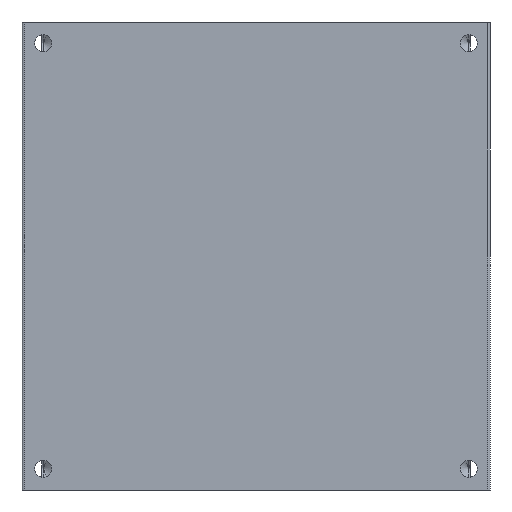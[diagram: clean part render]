
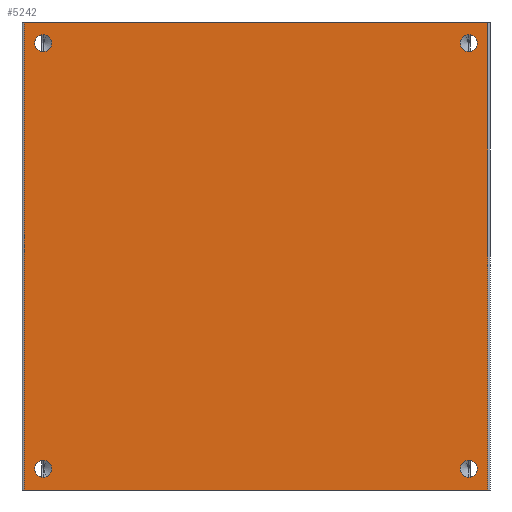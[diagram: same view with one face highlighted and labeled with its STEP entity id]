
A CAD part, front view. The second image highlights one B-rep face of the part: STEP entity #5242.
In plain terms, the highlighted planar face has unit normal (0, -1, 0).
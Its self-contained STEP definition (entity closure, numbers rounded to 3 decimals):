
#15 = CARTESIAN_POINT ( 'NONE',  ( 21.8, 0., 22. ) ) ;
#16 = VERTEX_POINT ( 'NONE', #860 ) ;
#167 = CARTESIAN_POINT ( 'NONE',  ( 20., 0., 20.8 ) ) ;
#190 = CIRCLE ( 'NONE', #4300, 0.8 ) ;
#199 = VERTEX_POINT ( 'NONE', #3975 ) ;
#227 = EDGE_CURVE ( 'NONE', #6250, #552, #5114, .T. ) ;
#263 = EDGE_CURVE ( 'NONE', #552, #6250, #6399, .T. ) ;
#420 = CARTESIAN_POINT ( 'NONE',  ( -22., 0., 22. ) ) ;
#506 = DIRECTION ( 'NONE',  ( 1., 0., 0. ) ) ;
#508 = EDGE_LOOP ( 'NONE', ( #1944, #7244 ) ) ;
#551 = ORIENTED_EDGE ( 'NONE', *, *, #227, .F. ) ;
#552 = VERTEX_POINT ( 'NONE', #6795 ) ;
#622 = ORIENTED_EDGE ( 'NONE', *, *, #3392, .F. ) ;
#674 = DIRECTION ( 'NONE',  ( 0., 0., -1. ) ) ;
#722 = DIRECTION ( 'NONE',  ( 0., 0., -1. ) ) ;
#729 = DIRECTION ( 'NONE',  ( 0., -1., 0. ) ) ;
#756 = EDGE_CURVE ( 'NONE', #3807, #1841, #5042, .T. ) ;
#763 = EDGE_LOOP ( 'NONE', ( #5516, #622 ) ) ;
#860 = CARTESIAN_POINT ( 'NONE',  ( -20., 0., -20.8 ) ) ;
#888 = LINE ( 'NONE', #3123, #2932 ) ;
#915 = ORIENTED_EDGE ( 'NONE', *, *, #2210, .T. ) ;
#1028 = EDGE_CURVE ( 'NONE', #1283, #199, #7222, .T. ) ;
#1196 = CARTESIAN_POINT ( 'NONE',  ( -22., 0., 22. ) ) ;
#1251 = DIRECTION ( 'NONE',  ( 0., 0., -1. ) ) ;
#1283 = VERTEX_POINT ( 'NONE', #5191 ) ;
#1327 = AXIS2_PLACEMENT_3D ( 'NONE', #1196, #3440, #5694 ) ;
#1395 = EDGE_CURVE ( 'NONE', #7275, #4466, #888, .T. ) ;
#1441 = CARTESIAN_POINT ( 'NONE',  ( 20., 0., -20. ) ) ;
#1453 = CIRCLE ( 'NONE', #5562, 0.8 ) ;
#1611 = DIRECTION ( 'NONE',  ( 0., -1., 0. ) ) ;
#1749 = FACE_BOUND ( 'NONE', #5354, .T. ) ;
#1841 = VERTEX_POINT ( 'NONE', #2251 ) ;
#1908 = DIRECTION ( 'NONE',  ( 0., -1., 0. ) ) ;
#1944 = ORIENTED_EDGE ( 'NONE', *, *, #3581, .F. ) ;
#2011 = CIRCLE ( 'NONE', #6116, 0.8 ) ;
#2064 = DIRECTION ( 'NONE',  ( 0., 0., -1. ) ) ;
#2210 = EDGE_CURVE ( 'NONE', #4466, #3807, #3296, .T. ) ;
#2238 = ORIENTED_EDGE ( 'NONE', *, *, #3955, .F. ) ;
#2251 = CARTESIAN_POINT ( 'NONE',  ( 21.8, 0., 22. ) ) ;
#2256 = DIRECTION ( 'NONE',  ( 0., 0., 1. ) ) ;
#2295 = AXIS2_PLACEMENT_3D ( 'NONE', #4050, #6292, #1251 ) ;
#2306 = FACE_BOUND ( 'NONE', #763, .T. ) ;
#2331 = CARTESIAN_POINT ( 'NONE',  ( -21.8, 0., -22. ) ) ;
#2338 = EDGE_CURVE ( 'NONE', #16, #2888, #2828, .T. ) ;
#2545 = CARTESIAN_POINT ( 'NONE',  ( -20., 0., -19.2 ) ) ;
#2661 = DIRECTION ( 'NONE',  ( 1., 0., 0. ) ) ;
#2778 = AXIS2_PLACEMENT_3D ( 'NONE', #6651, #1611, #3849 ) ;
#2822 = VERTEX_POINT ( 'NONE', #4141 ) ;
#2824 = CARTESIAN_POINT ( 'NONE',  ( 20., 0., -20.8 ) ) ;
#2828 = CIRCLE ( 'NONE', #6943, 0.8 ) ;
#2888 = VERTEX_POINT ( 'NONE', #2545 ) ;
#2932 = VECTOR ( 'NONE', #5372, 1000. ) ;
#2963 = DIRECTION ( 'NONE',  ( 0., 0., -1. ) ) ;
#3123 = CARTESIAN_POINT ( 'NONE',  ( -21.8, 0., 22. ) ) ;
#3147 = ORIENTED_EDGE ( 'NONE', *, *, #756, .T. ) ;
#3150 = EDGE_LOOP ( 'NONE', ( #4230, #2238 ) ) ;
#3215 = CARTESIAN_POINT ( 'NONE',  ( -21.8, 0., 22. ) ) ;
#3294 = VECTOR ( 'NONE', #506, 1000. ) ;
#3296 = LINE ( 'NONE', #5544, #3294 ) ;
#3392 = EDGE_CURVE ( 'NONE', #199, #1283, #5954, .T. ) ;
#3440 = DIRECTION ( 'NONE',  ( 0., 1., 0. ) ) ;
#3460 = CARTESIAN_POINT ( 'NONE',  ( 20., 0., 20. ) ) ;
#3509 = CARTESIAN_POINT ( 'NONE',  ( -20., 0., -20. ) ) ;
#3581 = EDGE_CURVE ( 'NONE', #5328, #2822, #190, .T. ) ;
#3686 = DIRECTION ( 'NONE',  ( 0., -1., 0. ) ) ;
#3750 = EDGE_CURVE ( 'NONE', #7275, #1841, #5465, .T. ) ;
#3760 = VECTOR ( 'NONE', #2661, 1000. ) ;
#3807 = VERTEX_POINT ( 'NONE', #4398 ) ;
#3849 = DIRECTION ( 'NONE',  ( 0., 0., -1. ) ) ;
#3955 = EDGE_CURVE ( 'NONE', #2888, #16, #2011, .T. ) ;
#3975 = CARTESIAN_POINT ( 'NONE',  ( -20., 0., 20.8 ) ) ;
#3991 = FACE_OUTER_BOUND ( 'NONE', #5661, .T. ) ;
#4050 = CARTESIAN_POINT ( 'NONE',  ( 20., 0., 20. ) ) ;
#4053 = AXIS2_PLACEMENT_3D ( 'NONE', #4861, #7110, #2064 ) ;
#4141 = CARTESIAN_POINT ( 'NONE',  ( 20., 0., -19.2 ) ) ;
#4151 = DIRECTION ( 'NONE',  ( 0., 0., -1. ) ) ;
#4178 = AXIS2_PLACEMENT_3D ( 'NONE', #3460, #5714, #674 ) ;
#4230 = ORIENTED_EDGE ( 'NONE', *, *, #2338, .F. ) ;
#4300 = AXIS2_PLACEMENT_3D ( 'NONE', #6940, #1908, #4151 ) ;
#4398 = CARTESIAN_POINT ( 'NONE',  ( 21.8, 0., -22. ) ) ;
#4466 = VERTEX_POINT ( 'NONE', #2331 ) ;
#4548 = FACE_BOUND ( 'NONE', #3150, .T. ) ;
#4573 = VECTOR ( 'NONE', #2256, 1000. ) ;
#4861 = CARTESIAN_POINT ( 'NONE',  ( -20., 0., 20. ) ) ;
#5042 = LINE ( 'NONE', #15, #4573 ) ;
#5114 = CIRCLE ( 'NONE', #4178, 0.8 ) ;
#5191 = CARTESIAN_POINT ( 'NONE',  ( -20., 0., 19.2 ) ) ;
#5242 = ADVANCED_FACE ( 'NONE', ( #2306, #4548, #6792, #1749, #3991 ), #6232, .F. ) ;
#5328 = VERTEX_POINT ( 'NONE', #2824 ) ;
#5354 = EDGE_LOOP ( 'NONE', ( #6241, #551 ) ) ;
#5372 = DIRECTION ( 'NONE',  ( 0., 0., -1. ) ) ;
#5465 = LINE ( 'NONE', #420, #3760 ) ;
#5513 = ORIENTED_EDGE ( 'NONE', *, *, #3750, .F. ) ;
#5516 = ORIENTED_EDGE ( 'NONE', *, *, #1028, .F. ) ;
#5544 = CARTESIAN_POINT ( 'NONE',  ( -22., 0., -22. ) ) ;
#5562 = AXIS2_PLACEMENT_3D ( 'NONE', #1441, #3686, #5929 ) ;
#5661 = EDGE_LOOP ( 'NONE', ( #5513, #6451, #915, #3147 ) ) ;
#5694 = DIRECTION ( 'NONE',  ( 0., 0., 1. ) ) ;
#5714 = DIRECTION ( 'NONE',  ( 0., -1., 0. ) ) ;
#5763 = DIRECTION ( 'NONE',  ( 0., -1., 0. ) ) ;
#5768 = CARTESIAN_POINT ( 'NONE',  ( -20., 0., -20. ) ) ;
#5929 = DIRECTION ( 'NONE',  ( 0., 0., -1. ) ) ;
#5954 = CIRCLE ( 'NONE', #2778, 0.8 ) ;
#6116 = AXIS2_PLACEMENT_3D ( 'NONE', #3509, #5763, #722 ) ;
#6232 = PLANE ( 'NONE',  #1327 ) ;
#6241 = ORIENTED_EDGE ( 'NONE', *, *, #263, .F. ) ;
#6250 = VERTEX_POINT ( 'NONE', #167 ) ;
#6292 = DIRECTION ( 'NONE',  ( 0., -1., 0. ) ) ;
#6382 = EDGE_CURVE ( 'NONE', #2822, #5328, #1453, .T. ) ;
#6399 = CIRCLE ( 'NONE', #2295, 0.8 ) ;
#6451 = ORIENTED_EDGE ( 'NONE', *, *, #1395, .T. ) ;
#6651 = CARTESIAN_POINT ( 'NONE',  ( -20., 0., 20. ) ) ;
#6792 = FACE_BOUND ( 'NONE', #508, .T. ) ;
#6795 = CARTESIAN_POINT ( 'NONE',  ( 20., 0., 19.2 ) ) ;
#6940 = CARTESIAN_POINT ( 'NONE',  ( 20., 0., -20. ) ) ;
#6943 = AXIS2_PLACEMENT_3D ( 'NONE', #5768, #729, #2963 ) ;
#7110 = DIRECTION ( 'NONE',  ( 0., -1., 0. ) ) ;
#7222 = CIRCLE ( 'NONE', #4053, 0.8 ) ;
#7244 = ORIENTED_EDGE ( 'NONE', *, *, #6382, .F. ) ;
#7275 = VERTEX_POINT ( 'NONE', #3215 ) ;
